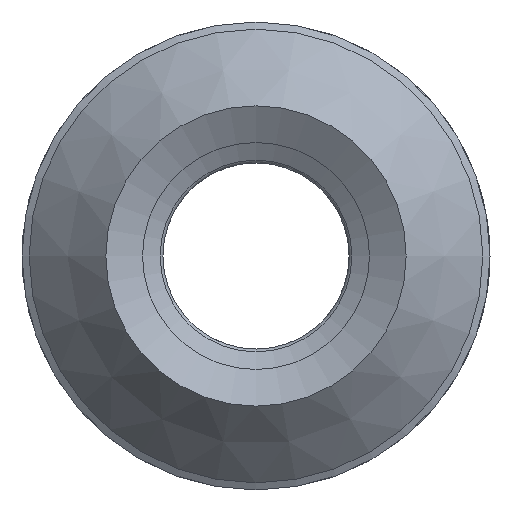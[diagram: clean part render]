
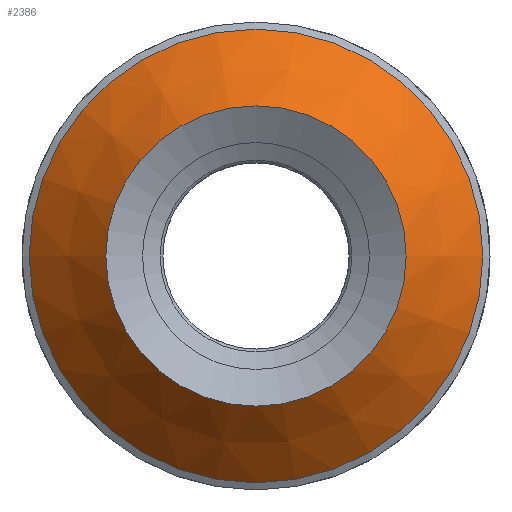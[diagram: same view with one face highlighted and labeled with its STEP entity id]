
A CAD part, front view. The second image highlights one B-rep face of the part: STEP entity #2386.
In plain terms, the highlighted conical face has half-angle 45 degrees and reference radius 5.816 mm.
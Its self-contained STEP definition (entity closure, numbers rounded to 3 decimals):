
#118=LINE('',#4293,#221);
#221=VECTOR('',#3318,5.816);
#316=CONICAL_SURFACE('',#2704,5.816,0.785);
#448=FACE_OUTER_BOUND('',#593,.T.);
#593=EDGE_LOOP('',(#1827,#1828,#1829,#1830,#1831,#1832));
#828=CIRCLE('',#2702,5.816);
#829=CIRCLE('',#2703,5.816);
#830=CIRCLE('',#2705,3.85);
#831=CIRCLE('',#2706,3.85);
#1047=VERTEX_POINT('',#4286);
#1048=VERTEX_POINT('',#4287);
#1049=VERTEX_POINT('',#4292);
#1050=VERTEX_POINT('',#4294);
#1337=EDGE_CURVE('',#1047,#1048,#828,.T.);
#1338=EDGE_CURVE('',#1048,#1047,#829,.T.);
#1340=EDGE_CURVE('',#1047,#1049,#118,.T.);
#1341=EDGE_CURVE('',#1050,#1049,#830,.T.);
#1342=EDGE_CURVE('',#1049,#1050,#831,.T.);
#1827=ORIENTED_EDGE('',*,*,#1337,.T.);
#1828=ORIENTED_EDGE('',*,*,#1338,.T.);
#1829=ORIENTED_EDGE('',*,*,#1340,.T.);
#1830=ORIENTED_EDGE('',*,*,#1341,.F.);
#1831=ORIENTED_EDGE('',*,*,#1342,.F.);
#1832=ORIENTED_EDGE('',*,*,#1340,.F.);
#2386=ADVANCED_FACE('',(#448),#316,.T.);
#2702=AXIS2_PLACEMENT_3D('',#4288,#3311,#3312);
#2703=AXIS2_PLACEMENT_3D('',#4289,#3313,#3314);
#2704=AXIS2_PLACEMENT_3D('',#4291,#3316,#3317);
#2705=AXIS2_PLACEMENT_3D('',#4295,#3319,#3320);
#2706=AXIS2_PLACEMENT_3D('',#4296,#3321,#3322);
#3311=DIRECTION('center_axis',(0.,-1.,0.));
#3312=DIRECTION('ref_axis',(1.,0.,0.));
#3313=DIRECTION('center_axis',(0.,-1.,0.));
#3314=DIRECTION('ref_axis',(1.,0.,0.));
#3316=DIRECTION('center_axis',(0.,1.,0.));
#3317=DIRECTION('ref_axis',(-1.,0.,0.));
#3318=DIRECTION('',(-0.707,-0.707,0.));
#3319=DIRECTION('center_axis',(0.,-1.,0.));
#3320=DIRECTION('ref_axis',(1.,0.,0.));
#3321=DIRECTION('center_axis',(0.,-1.,0.));
#3322=DIRECTION('ref_axis',(1.,0.,0.));
#4286=CARTESIAN_POINT('',(75.517,80.624,0.));
#4287=CARTESIAN_POINT('',(63.886,80.624,0.));
#4288=CARTESIAN_POINT('Origin',(69.701,80.624,0.));
#4289=CARTESIAN_POINT('Origin',(69.701,80.624,0.));
#4291=CARTESIAN_POINT('Origin',(69.701,80.624,0.));
#4292=CARTESIAN_POINT('',(73.551,78.658,0.));
#4293=CARTESIAN_POINT('',(75.517,80.624,0.));
#4294=CARTESIAN_POINT('',(65.851,78.658,0.));
#4295=CARTESIAN_POINT('Origin',(69.701,78.658,0.));
#4296=CARTESIAN_POINT('Origin',(69.701,78.658,0.));
